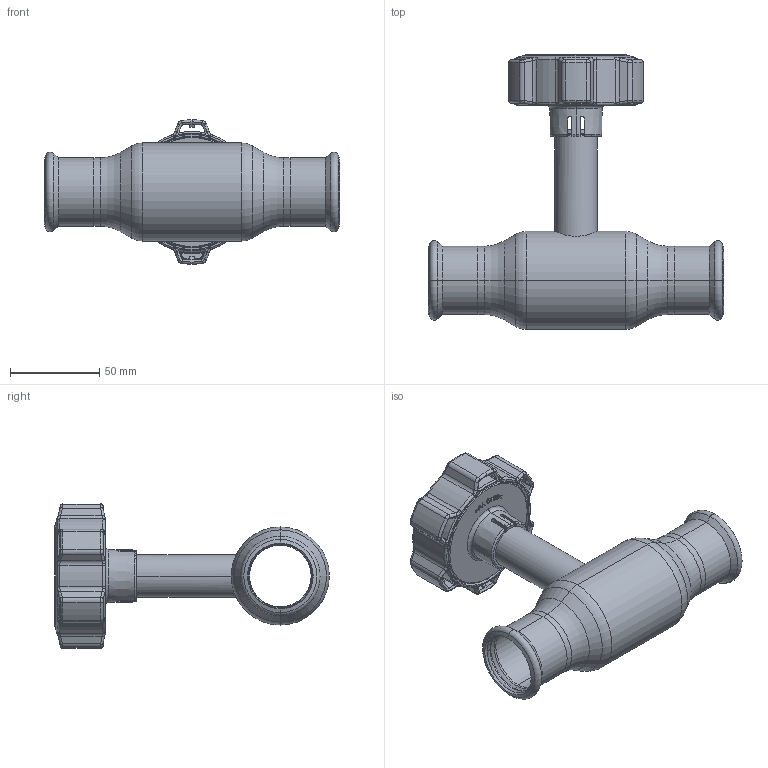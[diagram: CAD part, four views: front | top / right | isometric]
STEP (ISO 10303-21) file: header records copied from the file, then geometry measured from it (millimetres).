
FILE_DESCRIPTION (( 'STEP AP214' ), '1' );
FILE_NAME ('2032000101-0200.step', '2023-12-08T11:55:24', ( '' ), ( '' ), 'SwSTEP 2.0', 'SolidWorks 2021', '' );
FILE_SCHEMA (( 'AUTOMOTIVE_DESIGN' ));
Length unit declared in the file: millimetre
Products named in the file (1): 2032000101-0200
Bounding box: 165.6 x 154.1 x 81 mm (x, y, z)
Surface area: 64274.9 mm2 (no closed solid volume)
Topology: 0 solids, 23 shells, 551 faces, 1896 edges, 1323 vertices
Faces by surface type: bspline 184, cylinder 121, plane 104, cone 81, torus 61
Entity records: 37440 total; most frequent: CARTESIAN_POINT 17423, ORIENTED_EDGE 3085, DIRECTION 2231, EDGE_CURVE 1892, VERTEX_POINT 1323, AXIS2_PLACEMENT_3D 879, B_SPLINE_CURVE_WITH_KNOTS 860, EDGE_LOOP 586
